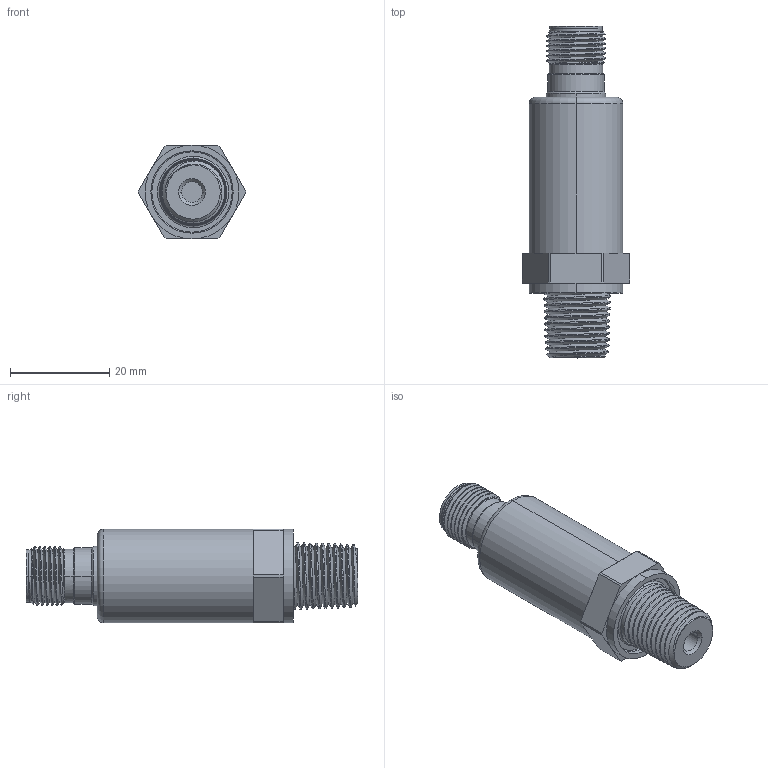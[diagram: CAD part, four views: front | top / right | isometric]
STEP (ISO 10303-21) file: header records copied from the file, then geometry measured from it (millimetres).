
FILE_DESCRIPTION (( 'STEP AP214' ), '1' );
FILE_NAME ('SPDT25-20-3000H.STEP', '2016-02-03T19:11:56', ( '' ), ( '' ), 'SwSTEP 2.0', 'SolidWorks 2015', '' );
FILE_SCHEMA (( 'AUTOMOTIVE_DESIGN' ));
Length unit declared in the file: millimetre
Products named in the file (1): SPDT25-20-3000H
Bounding box: 21.57 x 66.9 x 18.9 mm (x, y, z)
Volume: 13446 mm3; surface area: 5337.1 mm2
Topology: 7 solids, 7 shells, 177 faces, 424 edges, 258 vertices
Faces by surface type: cylinder 53, cone 47, plane 44, torus 21, sphere 8, bspline 4
Entity records: 10746 total; most frequent: CARTESIAN_POINT 6390, DIRECTION 818, ORIENTED_EDGE 816, EDGE_CURVE 408, AXIS2_PLACEMENT_3D 332, VERTEX_POINT 250, EDGE_LOOP 184, FACE_OUTER_BOUND 177
